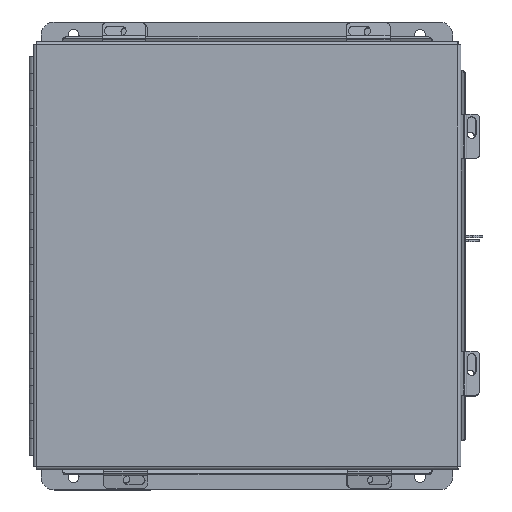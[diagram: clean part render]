
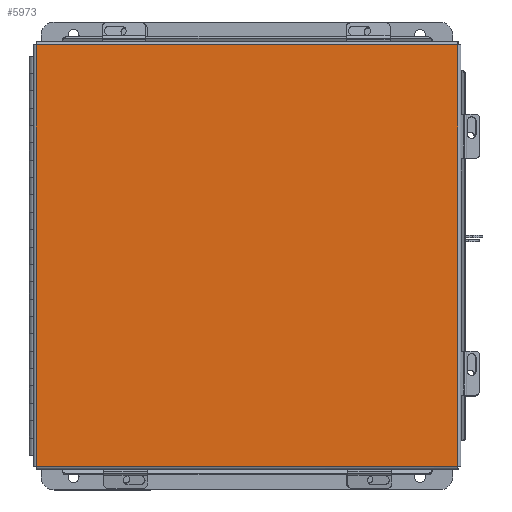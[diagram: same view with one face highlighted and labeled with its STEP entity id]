
A CAD part, top view. The second image highlights one B-rep face of the part: STEP entity #5973.
In plain terms, the highlighted face is planar.
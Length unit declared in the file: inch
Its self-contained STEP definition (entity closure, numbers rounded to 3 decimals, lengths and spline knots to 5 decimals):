
#232 = PLANE ( 'NONE',  #12020 ) ;
#362 = FACE_OUTER_BOUND ( 'NONE', #6355, .T. ) ;
#1324 = EDGE_CURVE ( 'NONE', #12748, #10533, #4740, .T. ) ;
#1585 = DIRECTION ( 'NONE',  ( 0., 0., -1. ) ) ;
#2104 = CARTESIAN_POINT ( 'NONE',  ( 6.06855, 6.07448, -0.0747 ) ) ;
#2284 = LINE ( 'NONE', #3832, #16257 ) ;
#3601 = CARTESIAN_POINT ( 'NONE',  ( -6.07448, 6.06855, -0.0747 ) ) ;
#3832 = CARTESIAN_POINT ( 'NONE',  ( -6.06855, -6.07448, -0.0747 ) ) ;
#4740 = LINE ( 'NONE', #2104, #11085 ) ;
#5973 = ADVANCED_FACE ( 'NONE', ( #362 ), #232, .T. ) ;
#6157 = VECTOR ( 'NONE', #15780, 39.37008 ) ;
#6182 = DIRECTION ( 'NONE',  ( -1., 0., 0. ) ) ;
#6206 = LINE ( 'NONE', #7550, #16570 ) ;
#6355 = EDGE_LOOP ( 'NONE', ( #14553, #8966, #7889, #7382 ) ) ;
#7382 = ORIENTED_EDGE ( 'NONE', *, *, #15633, .T. ) ;
#7550 = CARTESIAN_POINT ( 'NONE',  ( 6.07448, -6.06855, -0.0747 ) ) ;
#7889 = ORIENTED_EDGE ( 'NONE', *, *, #9377, .T. ) ;
#8864 = DIRECTION ( 'NONE',  ( 0., -1., 0. ) ) ;
#8966 = ORIENTED_EDGE ( 'NONE', *, *, #1324, .T. ) ;
#9377 = EDGE_CURVE ( 'NONE', #10533, #15985, #6206, .T. ) ;
#10179 = LINE ( 'NONE', #3601, #6157 ) ;
#10220 = CARTESIAN_POINT ( 'NONE',  ( 6.06855, 6.06855, -0.0747 ) ) ;
#10533 = VERTEX_POINT ( 'NONE', #11225 ) ;
#10844 = EDGE_CURVE ( 'NONE', #16858, #12748, #10179, .T. ) ;
#11064 = DIRECTION ( 'NONE',  ( -1., 0., 0. ) ) ;
#11085 = VECTOR ( 'NONE', #8864, 39.37008 ) ;
#11225 = CARTESIAN_POINT ( 'NONE',  ( 6.06855, -6.06855, -0.0747 ) ) ;
#11264 = CARTESIAN_POINT ( 'NONE',  ( -6.06855, -6.06855, -0.0747 ) ) ;
#12020 = AXIS2_PLACEMENT_3D ( 'NONE', #13720, #1585, #11064 ) ;
#12748 = VERTEX_POINT ( 'NONE', #10220 ) ;
#12904 = CARTESIAN_POINT ( 'NONE',  ( -6.06855, 6.06855, -0.0747 ) ) ;
#13720 = CARTESIAN_POINT ( 'NONE',  ( 0., 0., -0.0747 ) ) ;
#14553 = ORIENTED_EDGE ( 'NONE', *, *, #10844, .T. ) ;
#14647 = DIRECTION ( 'NONE',  ( 0., 1., 0. ) ) ;
#15633 = EDGE_CURVE ( 'NONE', #15985, #16858, #2284, .T. ) ;
#15780 = DIRECTION ( 'NONE',  ( 1., 0., 0. ) ) ;
#15985 = VERTEX_POINT ( 'NONE', #11264 ) ;
#16257 = VECTOR ( 'NONE', #14647, 39.37008 ) ;
#16570 = VECTOR ( 'NONE', #6182, 39.37008 ) ;
#16858 = VERTEX_POINT ( 'NONE', #12904 ) ;
